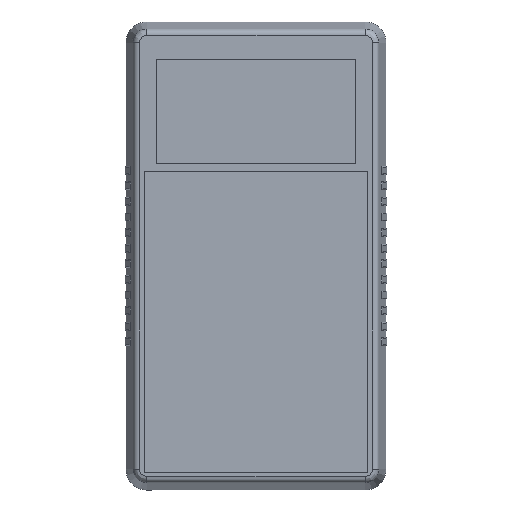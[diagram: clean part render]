
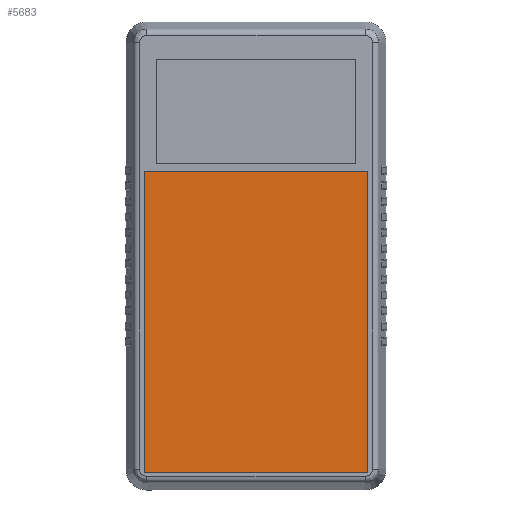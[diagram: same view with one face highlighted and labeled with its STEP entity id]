
A CAD part, top view. The second image highlights one B-rep face of the part: STEP entity #5683.
In plain terms, the highlighted planar face has unit normal (0, 0, 1).
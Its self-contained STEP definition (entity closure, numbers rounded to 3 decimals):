
#5683 = ADVANCED_FACE ( 'NONE', ( #35848 ), #21451, .F. ) ;
#5749 = EDGE_CURVE ( 'NONE', #32381, #32383, #21657, .T. ) ;
#5750 = EDGE_CURVE ( 'NONE', #32382, #32381, #21660, .T. ) ;
#5751 = EDGE_CURVE ( 'NONE', #32383, #32349, #21663, .T. ) ;
#5752 = EDGE_CURVE ( 'NONE', #32349, #32382, #21666, .T. ) ;
#11201 = EDGE_LOOP ( 'NONE', ( #32114, #32230, #32231, #32242 ) ) ;
#21451 = PLANE ( 'NONE',  #35852 ) ;
#21452 = CARTESIAN_POINT ( 'NONE',  ( 1660.776, -215.926, 13.5 ) ) ;
#21453 = DIRECTION ( 'NONE',  ( 0., 0., -1. ) ) ;
#21454 = DIRECTION ( 'NONE',  ( -1., 0., 0. ) ) ;
#21657 = LINE ( 'NONE', #21658, #35922 ) ;
#21658 = CARTESIAN_POINT ( 'NONE',  ( 1617.876, -158.026, 13.5 ) ) ;
#21659 = DIRECTION ( 'NONE',  ( 0., -1., 0. ) ) ;
#21660 = LINE ( 'NONE', #21661, #35923 ) ;
#21661 = CARTESIAN_POINT ( 'NONE',  ( 1703.676, -158.026, 13.5 ) ) ;
#21662 = DIRECTION ( 'NONE',  ( -1., 0., 0. ) ) ;
#21663 = LINE ( 'NONE', #21664, #35924 ) ;
#21664 = CARTESIAN_POINT ( 'NONE',  ( 1617.876, -273.826, 13.5 ) ) ;
#21665 = DIRECTION ( 'NONE',  ( 1., 0., 0. ) ) ;
#21666 = LINE ( 'NONE', #21667, #35925 ) ;
#21667 = CARTESIAN_POINT ( 'NONE',  ( 1703.676, -273.826, 13.5 ) ) ;
#21668 = DIRECTION ( 'NONE',  ( 0., 1., 0. ) ) ;
#26075 = CARTESIAN_POINT ( 'NONE',  ( 1703.676, -273.826, 13.5 ) ) ;
#26080 = CARTESIAN_POINT ( 'NONE',  ( 1617.876, -158.026, 13.5 ) ) ;
#26081 = CARTESIAN_POINT ( 'NONE',  ( 1703.676, -158.026, 13.5 ) ) ;
#26082 = CARTESIAN_POINT ( 'NONE',  ( 1617.876, -273.826, 13.5 ) ) ;
#32114 = ORIENTED_EDGE ( 'NONE', *, *, #5750, .T. ) ;
#32230 = ORIENTED_EDGE ( 'NONE', *, *, #5749, .T. ) ;
#32231 = ORIENTED_EDGE ( 'NONE', *, *, #5751, .T. ) ;
#32242 = ORIENTED_EDGE ( 'NONE', *, *, #5752, .T. ) ;
#32349 = VERTEX_POINT ( 'NONE', #26075 ) ;
#32381 = VERTEX_POINT ( 'NONE', #26080 ) ;
#32382 = VERTEX_POINT ( 'NONE', #26081 ) ;
#32383 = VERTEX_POINT ( 'NONE', #26082 ) ;
#35848 = FACE_OUTER_BOUND ( 'NONE', #11201, .T. ) ;
#35852 = AXIS2_PLACEMENT_3D ( 'NONE', #21452, #21453, #21454 ) ;
#35922 = VECTOR ( 'NONE', #21659, 1000. ) ;
#35923 = VECTOR ( 'NONE', #21662, 1000. ) ;
#35924 = VECTOR ( 'NONE', #21665, 1000. ) ;
#35925 = VECTOR ( 'NONE', #21668, 1000. ) ;
